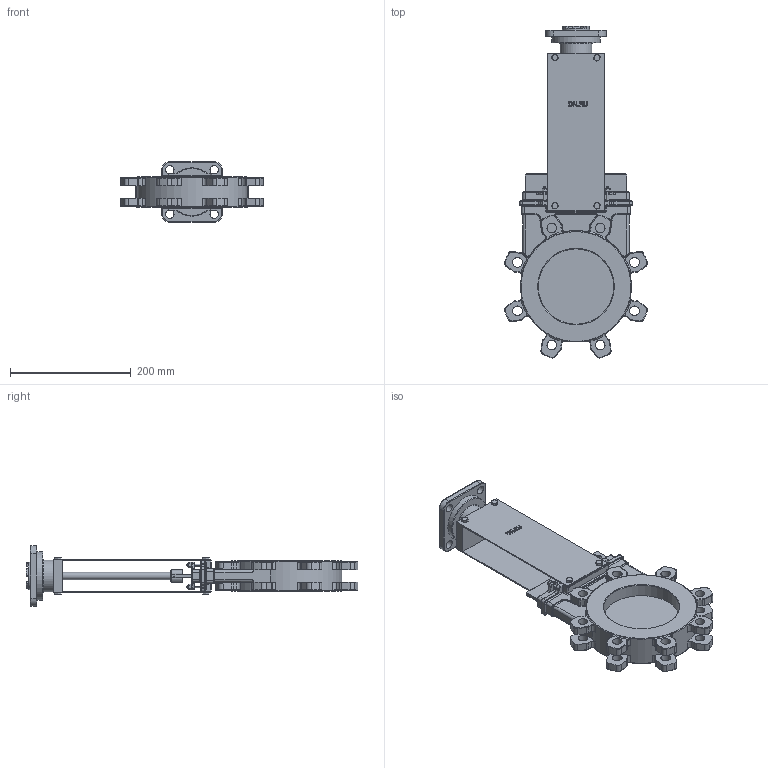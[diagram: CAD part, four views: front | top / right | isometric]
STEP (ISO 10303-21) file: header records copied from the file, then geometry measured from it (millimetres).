
FILE_DESCRIPTION(/* description */ (''),/* implementation_level */ '2;1');
FILE_NAME(/* name */ 'DN125_3D_STEP.stp',/* time_stamp */ '2025-08-28T16:06:40+03:00',/* author */ ('igorr'),/* organization */ (''),/* preprocessor_version */ 'ST-DEVELOPER v20',/* originating_system */ 'Autodesk Inventor 2025',/* authorisation */ '');
FILE_SCHEMA (('AUTOMOTIVE_DESIGN { 1 0 10303 214 3 1 1 }'));
Length unit declared in the file: millimetre
Products named in the file (7): Сборка1; Деталь1; Деталь2; AS 1237 - 5; AS 1237 - 8; ANSI B18.2.4.2M - M5x0,8; AS 1110 - M6 x 12
Assembly tree (19 placements, depth 2):
  Сборка1
    Деталь1
    Деталь2
    AS 1237 - 5  x4
    AS 1237 - 8
    ANSI B18.2.4.2M - M5x0,8  x4
    AS 1110 - M6 x 12  x8
Bounding box: 236.75 x 550.37 x 100 mm (x, y, z)
Volume: 1751186.6 mm3; surface area: 347833.8 mm2
Topology: 19 solids, 19 shells, 1492 faces, 3513 edges, 2073 vertices
Faces by surface type: cylinder 476, plane 409, torus 386, cone 118, bspline 67, sphere 36
Full cylindrical faces by diameter (mm): 4.134 x4, 5.3 x4, 6 x8, 7 x4, 8.4 x1, 9.5 x4, 10 x8, 12 x1, 14 x5, 16 x16, 32 x1, 45 x1, 53 x1, 70 x1, 80 x1, 125 x2
Entity records: 39295 total; most frequent: CARTESIAN_POINT 8076, DIRECTION 6910, ORIENTED_EDGE 5976, EDGE_CURVE 2988, AXIS2_PLACEMENT_3D 2906, VERTEX_POINT 1764, CIRCLE 1704, EDGE_LOOP 1316
